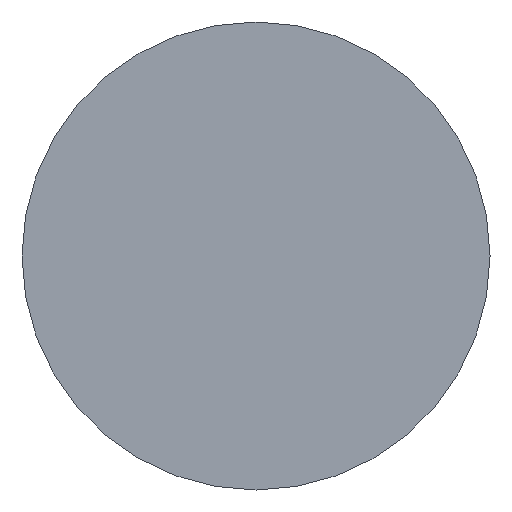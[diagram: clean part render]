
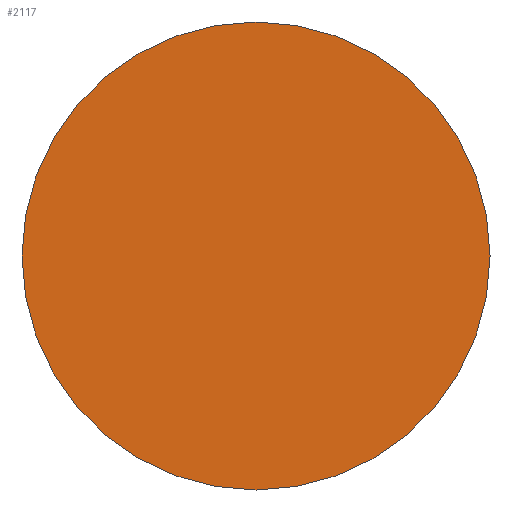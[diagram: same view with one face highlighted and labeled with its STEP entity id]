
A CAD part, front view. The second image highlights one B-rep face of the part: STEP entity #2117.
In plain terms, the highlighted planar face has unit normal (0, -1, 0).
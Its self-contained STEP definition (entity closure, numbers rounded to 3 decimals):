
#20 = EDGE_CURVE ( 'NONE', #89, #1998, #2165, .T. ) ;
#89 = VERTEX_POINT ( 'NONE', #1501 ) ;
#242 = DIRECTION ( 'NONE',  ( 0., 0., 1. ) ) ;
#320 = EDGE_CURVE ( 'NONE', #1998, #89, #1026, .T. ) ;
#466 = AXIS2_PLACEMENT_3D ( 'NONE', #2065, #1068, #885 ) ;
#539 = CARTESIAN_POINT ( 'NONE',  ( 0., 0., -29.4 ) ) ;
#578 = ORIENTED_EDGE ( 'NONE', *, *, #320, .F. ) ;
#589 = DIRECTION ( 'NONE',  ( 0., 1., 0. ) ) ;
#707 = DIRECTION ( 'NONE',  ( 0., 0., 1. ) ) ;
#744 = ORIENTED_EDGE ( 'NONE', *, *, #20, .F. ) ;
#885 = DIRECTION ( 'NONE',  ( 0., 0., 1. ) ) ;
#1026 = CIRCLE ( 'NONE', #1424, 29.4 ) ;
#1029 = CARTESIAN_POINT ( 'NONE',  ( 0., 0., 0. ) ) ;
#1068 = DIRECTION ( 'NONE',  ( 0., 1., 0. ) ) ;
#1424 = AXIS2_PLACEMENT_3D ( 'NONE', #1029, #1569, #707 ) ;
#1501 = CARTESIAN_POINT ( 'NONE',  ( 0., 0., 29.4 ) ) ;
#1569 = DIRECTION ( 'NONE',  ( 0., 1., 0. ) ) ;
#1653 = EDGE_LOOP ( 'NONE', ( #578, #744 ) ) ;
#1781 = CARTESIAN_POINT ( 'NONE',  ( 0., 0., 0. ) ) ;
#1783 = AXIS2_PLACEMENT_3D ( 'NONE', #1781, #589, #242 ) ;
#1938 = PLANE ( 'NONE',  #1783 ) ;
#1998 = VERTEX_POINT ( 'NONE', #539 ) ;
#2022 = FACE_OUTER_BOUND ( 'NONE', #1653, .T. ) ;
#2065 = CARTESIAN_POINT ( 'NONE',  ( 0., 0., 0. ) ) ;
#2117 = ADVANCED_FACE ( 'NONE', ( #2022 ), #1938, .F. ) ;
#2165 = CIRCLE ( 'NONE', #466, 29.4 ) ;
